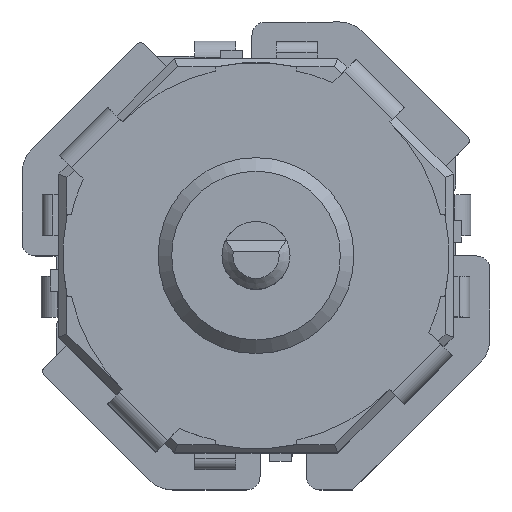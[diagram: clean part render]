
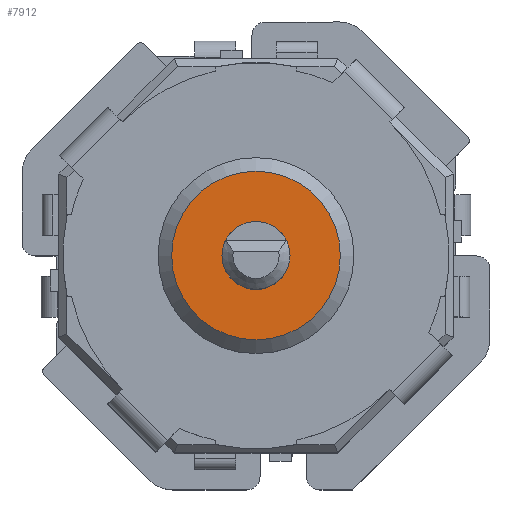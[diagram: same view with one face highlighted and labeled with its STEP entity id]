
A CAD part, top view. The second image highlights one B-rep face of the part: STEP entity #7912.
In plain terms, the highlighted planar face has unit normal (0, 0, 1).
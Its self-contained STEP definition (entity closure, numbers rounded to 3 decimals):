
#20=FACE_BOUND('',#995,.T.);
#112=PLANE('',#8428);
#543=FACE_OUTER_BOUND('',#994,.T.);
#994=EDGE_LOOP('',(#5871));
#995=EDGE_LOOP('',(#5872));
#3303=CIRCLE('',#8306,1.);
#3313=CIRCLE('',#8320,3.1);
#3523=VERTEX_POINT('',#11268);
#3536=VERTEX_POINT('',#11306);
#4267=EDGE_CURVE('',#3523,#3523,#3303,.T.);
#4285=EDGE_CURVE('',#3536,#3536,#3313,.T.);
#5871=ORIENTED_EDGE('',*,*,#4285,.T.);
#5872=ORIENTED_EDGE('',*,*,#4267,.F.);
#7912=ADVANCED_FACE('',(#543,#20),#112,.F.);
#8306=AXIS2_PLACEMENT_3D('',#11269,#9005,#9006);
#8320=AXIS2_PLACEMENT_3D('',#11308,#9039,#9040);
#8428=AXIS2_PLACEMENT_3D('',#11847,#9488,#9489);
#9005=DIRECTION('center_axis',(0.,0.,1.));
#9006=DIRECTION('ref_axis',(-1.,0.,0.));
#9039=DIRECTION('center_axis',(0.,0.,
1.));
#9040=DIRECTION('ref_axis',(1.,0.,0.));
#9488=DIRECTION('center_axis',(0.,0.,-1.));
#9489=DIRECTION('ref_axis',(-1.,0.,0.));
#11268=CARTESIAN_POINT('',(1.,0.,10.5));
#11269=CARTESIAN_POINT('Origin',(0.,0.,
10.5));
#11306=CARTESIAN_POINT('',(-3.1,0.,10.5));
#11308=CARTESIAN_POINT('Origin',(0.,0.,
10.5));
#11847=CARTESIAN_POINT('Origin',(-1.745,-1.745,10.5));
